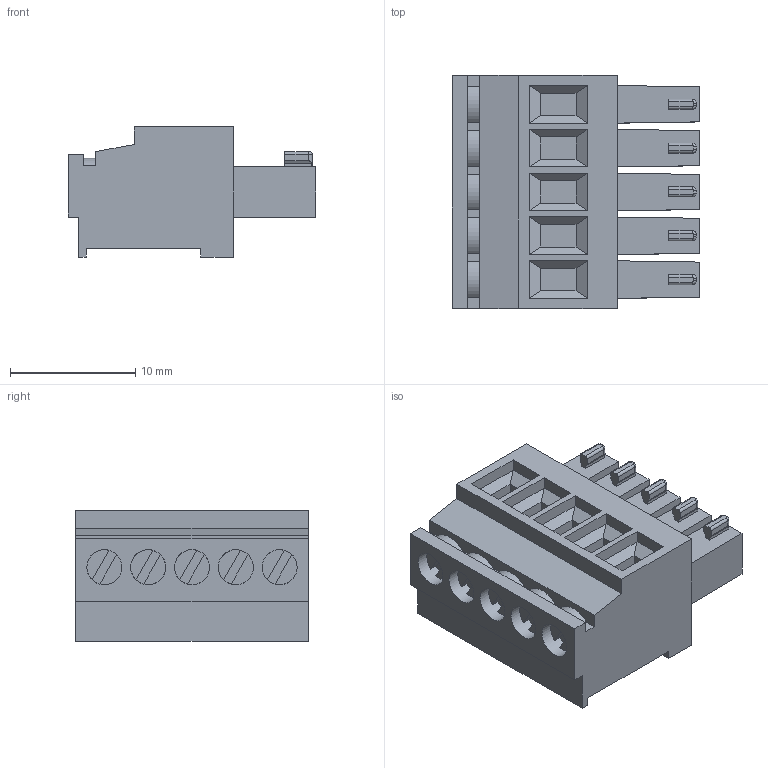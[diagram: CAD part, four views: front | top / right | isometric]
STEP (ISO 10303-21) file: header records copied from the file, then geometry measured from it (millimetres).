
FILE_DESCRIPTION( ( 'STEP AP203' ), '1' );
FILE_NAME( 'SV05-3.5-F.stp', ' ', ( ' ' ), ( ' ' ), 'PSStep 15.0.49', 'VISI 20.0', ' ' );
FILE_SCHEMA( ( 'AUTOMOTIVE_DESIGN { 1 0 10303 214 1 1 1 1 }' ) );
Length unit declared in the file: millimetre
Products named in the file (1): 1
Bounding box: 19.8 x 18.61 x 10.4 mm (x, y, z)
Volume: 2249.2 mm3; surface area: 2129 mm2
Topology: 1 solids, 1 shells, 258 faces, 623 edges, 392 vertices
Faces by surface type: plane 193, cylinder 45, cone 10, bspline 10
Full cylindrical faces by diameter (mm): 1.2 x5, 2.8 x5
Entity records: 9448 total; most frequent: CARTESIAN_POINT 1394, DIRECTION 1231, ORIENTED_EDGE 1196, EDGE_CURVE 598, LINE 463, VECTOR 463, VERTEX_POINT 387, AXIS2_PLACEMENT_3D 384
